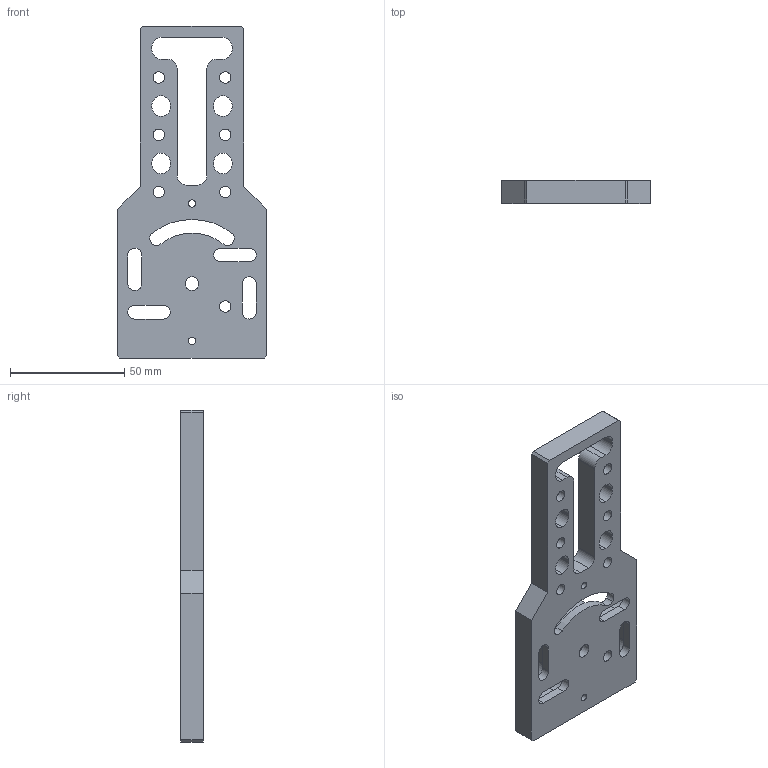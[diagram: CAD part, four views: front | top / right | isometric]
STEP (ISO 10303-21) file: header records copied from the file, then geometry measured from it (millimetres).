
FILE_DESCRIPTION(('Open CASCADE Model'),'2;1');
FILE_NAME('Open CASCADE Shape Model','2021-01-27T07:04:10',('Author'),( 'Open CASCADE'),'Open CASCADE STEP processor 7.4','Open CASCADE 7.4' ,'Unknown');
FILE_SCHEMA(('AUTOMOTIVE_DESIGN { 1 0 10303 214 1 1 1 1 }'));
Length unit declared in the file: millimetre
Products named in the file (1): Open CASCADE STEP translator 7.4 1
Bounding box: 65 x 10 x 145 mm (x, y, z)
Volume: 53463.6 mm3; surface area: 23119 mm2
Topology: 1 solids, 1 shells, 137 faces, 367 edges, 237 vertices
Faces by surface type: cylinder 71, plane 51, torus 15
Full cylindrical faces by diameter (mm): 3.2 x2, 5 x7, 6 x1, 11 x1
Entity records: 9405 total; most frequent: CARTESIAN_POINT 1964, DIRECTION 1447, LINE 797, VECTOR 797, ORIENTED_EDGE 734, PCURVE 734, DEFINITIONAL_REPRESENTATION 734, EDGE_CURVE 367
